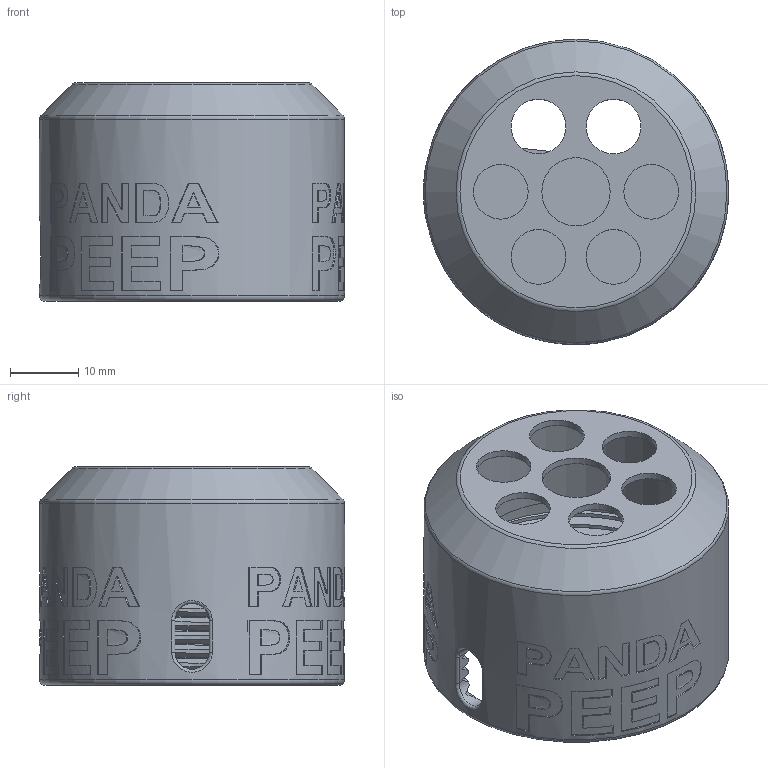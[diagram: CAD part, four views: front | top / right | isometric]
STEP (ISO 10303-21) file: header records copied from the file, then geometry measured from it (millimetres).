
FILE_DESCRIPTION(/* description */ (''),/* implementation_level */ '2;1');
FILE_NAME(/* name */ 'cover_gen2.step',/* time_stamp */ '2020-04-03T20:49:16+02:00',/* author */ (''),/* organization */ (''),/* preprocessor_version */ 'ST-DEVELOPER v18',/* originating_system */ 'Autodesk Translation Framework v8.12.0.6',/* authorisation */ '');
FILE_SCHEMA (('AUTOMOTIVE_DESIGN { 1 0 10303 214 3 1 1 }'));
Length unit declared in the file: millimetre
Products named in the file (1): cover_gen2
Bounding box: 44.6 x 44.6 x 32 mm (x, y, z)
Volume: 13380.6 mm3; surface area: 11261.7 mm2
Topology: 1 solids, 1 shells, 525 faces, 1438 edges, 960 vertices
Faces by surface type: plane 265, bspline 178, cylinder 77, torus 4, cone 1
Full cylindrical faces by diameter (mm): 8 x6, 10 x1, 34 x1, 40.023 x1, 44.6 x1
Entity records: 21344 total; most frequent: CARTESIAN_POINT 8843, ORIENTED_EDGE 2876, DIRECTION 2146, EDGE_CURVE 1438, VERTEX_POINT 960, AXIS2_PLACEMENT_3D 762, LINE 622, VECTOR 622
